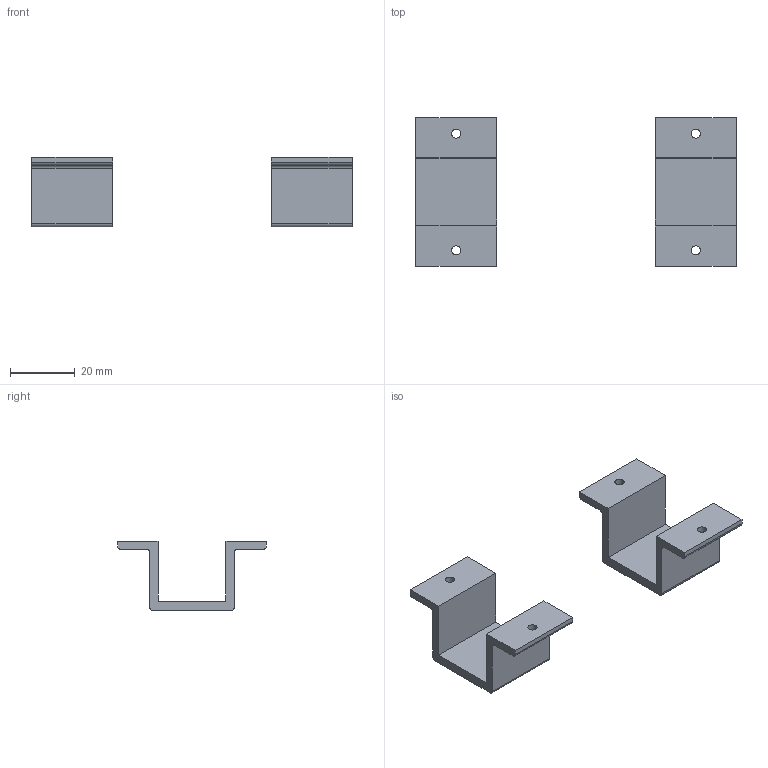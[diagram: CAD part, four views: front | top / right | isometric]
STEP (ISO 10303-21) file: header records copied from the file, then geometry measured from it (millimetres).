
FILE_DESCRIPTION(/* description */ ('STEP AP242','CAx-IF Rec.Pracs.---Representation and Presentation of Product Manufacturing Information (PMI)---4.0---2014-10-13','CAx-IF Rec.Pracs.---3D Tessellated Geometry---0.4---2014-09-14','2;1'),/* implementation_level */ '2;1');
FILE_NAME(/* name */ '656b22324c04bf5ddd360fd0',/* time_stamp */ '2023-12-02T12:25:23Z',/* author */ (''),/* organization */ (''),/* preprocessor_version */ 'ST-DEVELOPER v19.4',/* originating_system */ ' ',/* authorisation */ ' ');
FILE_SCHEMA (('AP242_MANAGED_MODEL_BASED_3D_ENGINEERING_MIM_LF { 1 0 10303 442 1 1 4 }'));
Length unit declared in the file: metre
Products named in the file (2): Part 7; Part 8
Bounding box: 99 x 46 x 21.5 mm (x, y, z)
Volume: 10920.8 mm3; surface area: 9400.4 mm2
Topology: 2 solids, 2 shells, 52 faces, 132 edges, 88 vertices
Faces by surface type: plane 32, cylinder 20
Full cylindrical faces by diameter (mm): 2.8 x4, 5.5 x4
Entity records: 1599 total; most frequent: DIRECTION 272, CARTESIAN_POINT 266, ORIENTED_EDGE 248, EDGE_CURVE 124, AXIS2_PLACEMENT_3D 94, VERTEX_POINT 88, LINE 84, VECTOR 84
